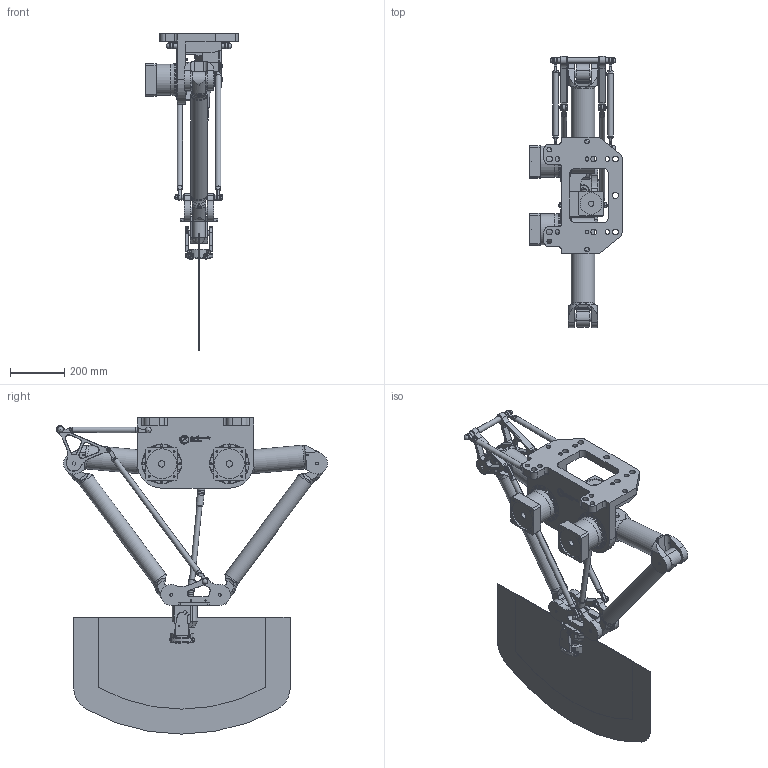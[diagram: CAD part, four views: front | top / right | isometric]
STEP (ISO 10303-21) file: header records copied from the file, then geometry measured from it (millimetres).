
FILE_DESCRIPTION(/* description */ (''),/* implementation_level */ '2;1');
FILE_NAME(/* name */ '3D-model_A_00900-ATS.stp',/* time_stamp */ '2026-02-17T16:23:50+01:00',/* author */ ('Tino.Kuebler'),/* organization */ ('Majatronic'),/* preprocessor_version */ 'ST-DEVELOPER v19.2',/* originating_system */ 'Autodesk Inventor 2023',/* authorisation */ '');
FILE_SCHEMA (('AUTOMOTIVE_DESIGN { 1 0 10303 214 3 1 1 }'));
Products named in the file (18): A_00900-ATS_DUMMY; MT_WST00121785; MT_WST00121786; MT_WST00102519; MT_WST00060919MT_WST; MT_WST00060921MT_WST; MT_WST00064916MT_WST; MT_WST00060924MT_WST; MT_WST00060925MT_WST; MT_WST00060926MT_WST; MT_WST00060920MT_WST; MT_WST00055121MT_WST; MT_WST00060929MT_WST; MT_WST00060930MT_WST; MT_WST00068454MT_WST; MT_WST00102448 Dummy Werkzeugträger; MT_WST00068449MT_WST; MT_WST00068450MT_WST
Assembly tree (23 placements, depth 2):
  A_00900-ATS_DUMMY
    MT_WST00121785
    MT_WST00121786
    MT_WST00102519
    MT_WST00060919MT_WST
    MT_WST00060920MT_WST  x2
    MT_WST00060921MT_WST
    MT_WST00064916MT_WST
    MT_WST00060924MT_WST  x2
    MT_WST00060925MT_WST
    MT_WST00060926MT_WST  x2
    MT_WST00055121MT_WST  x2
    MT_WST00060929MT_WST
    MT_WST00060930MT_WST
    MT_WST00068454MT_WST
    MT_WST00102448 Dummy Werkzeugträger
    MT_WST00068449MT_WST  x2
    MT_WST00068450MT_WST  x2
Bounding box: 342 x 1003.87 x 1170 mm (x, y, z)
Volume: 21570242.7 mm3; surface area: 2873889.5 mm2
Topology: 26 solids, 34 shells, 2607 faces, 6192 edges, 3953 vertices
Faces by surface type: plane 1252, cylinder 825, cone 378, torus 87, bspline 55, sphere 10
Full cylindrical faces by diameter (mm): 3.5 x2, 4 x14, 4.917 x16, 5 x34, 5.5 x32, 6 x3, 6.5 x4, 6.647 x32, 8 x28, 8.5 x34, 8.566 x4, 9 x4, 10 x39, 10.1 x2, 10.106 x1, 10.4 x2, 11 x8, 12 x9, 15 x8, 17.294 x8, 18 x20, 19 x2, 19.8 x8, 20 x28, 22 x7, 24 x2, 25 x5, 27 x1, 28 x2, 32 x8
Entity records: 72161 total; most frequent: CARTESIAN_POINT 18027, DIRECTION 11228, ORIENTED_EDGE 10472, EDGE_CURVE 5236, AXIS2_PLACEMENT_3D 4155, VERTEX_POINT 3372, LINE 2918, VECTOR 2918
